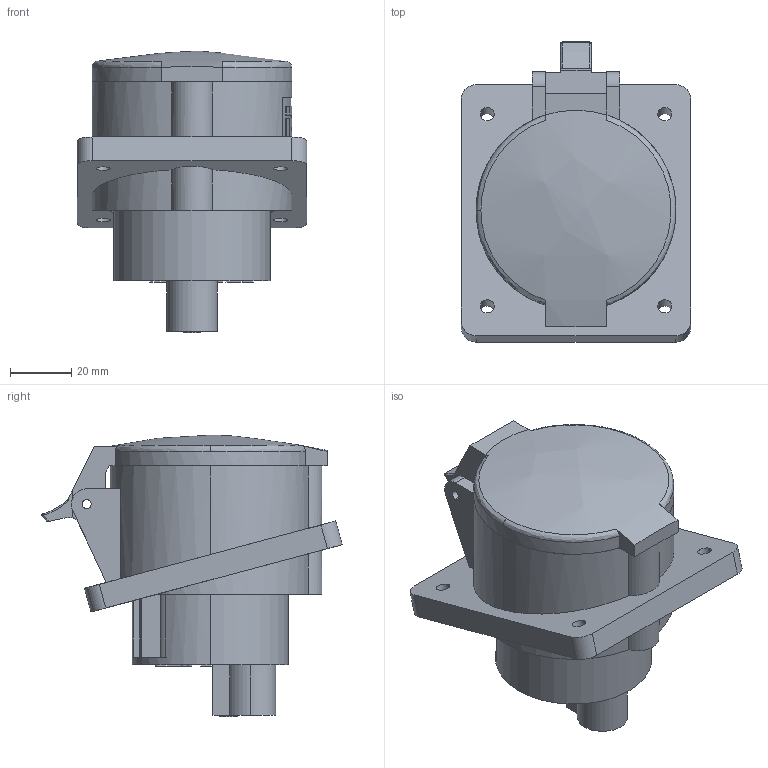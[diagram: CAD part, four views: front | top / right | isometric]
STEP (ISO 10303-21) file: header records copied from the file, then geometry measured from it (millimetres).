
FILE_DESCRIPTION (( 'STEP AP214' ), '1' );
FILE_NAME ('PSN42-016-5 Ðîçåòêà âñòðàèâàåìàÿ ÑÑÈ-415 16À-6÷_200_346-240_415Â 3Ð+PÅ+N IP44 MAGNUM ÈÝÊ.STEP', '2017-01-24T08:13:48', ( '' ), ( '' ), 'SwSTEP 2.0', 'SolidWorks 2014', '' );
FILE_SCHEMA (( 'AUTOMOTIVE_DESIGN' ));
Length unit declared in the file: millimetre
Products named in the file (1): PSN42-016-5 Ðîçåòêà âñòðàèâàåìàÿ ÑÑÈ-415 16À-6÷_200_346-240_415Â 3Ð+PÅ+N IP44 MAGNUM ÈÝÊ
Bounding box: 75 x 98.12 x 91.87 mm (x, y, z)
Volume: 175850.3 mm3; surface area: 69179.9 mm2
Topology: 12 solids, 16 shells, 620 faces, 1561 edges, 1015 vertices
Faces by surface type: plane 310, cylinder 222, bspline 56, cone 20, torus 8, sphere 4
Entity records: 22228 total; most frequent: CARTESIAN_POINT 6788, ORIENTED_EDGE 3102, DIRECTION 3026, EDGE_CURVE 1551, AXIS2_PLACEMENT_3D 1087, VERTEX_POINT 1015, VECTOR 852, LINE 852
